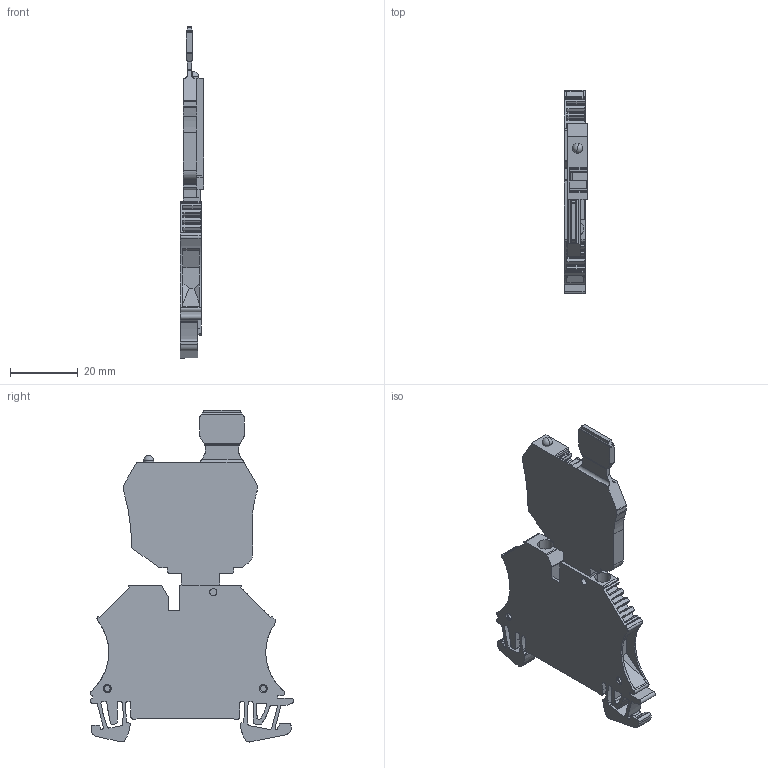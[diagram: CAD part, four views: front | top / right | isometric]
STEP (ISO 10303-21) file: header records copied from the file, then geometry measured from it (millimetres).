
FILE_DESCRIPTION(('CATIA V5 STEP Exchange','CAx-IF Rec.Pracs.--- Model Styling and Organization---1.4--- 2014-01-23'),'2;1');
FILE_NAME ('031614-2_0', '2023-03-09T08:20:28+00:00', ('none'), ('Weidmueller'), 'CATIA Version 5-6 Release 2016 SP3 HF44', 'CATIA V5 STEP AP214', 'none');
FILE_SCHEMA(('AUTOMOTIVE_DESIGN { 1 0 10303 214 1 1 1 1 }'));
Length unit declared in the file: millimetre
Products named in the file (1): 7914370000
Bounding box: 6.86 x 60 x 97.81 mm (x, y, z)
Volume: 16538.7 mm3; surface area: 10612.3 mm2
Topology: 3 solids, 3 shells, 743 faces, 2154 edges, 1422 vertices
Faces by surface type: plane 351, cylinder 264, extrusion 94, cone 16, torus 8, bspline 8, sphere 2
Entity records: 24941 total; most frequent: CARTESIAN_POINT 6068, ORIENTED_EDGE 4296, DIRECTION 3168, EDGE_CURVE 2148, VECTOR 1539, LINE 1445, VERTEX_POINT 1420, AXIS2_PLACEMENT_3D 1077
